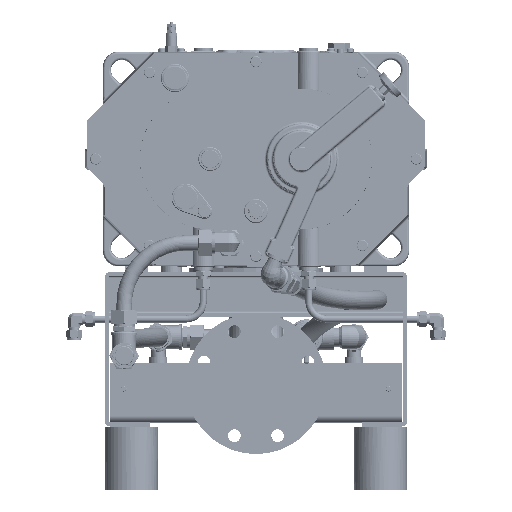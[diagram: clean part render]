
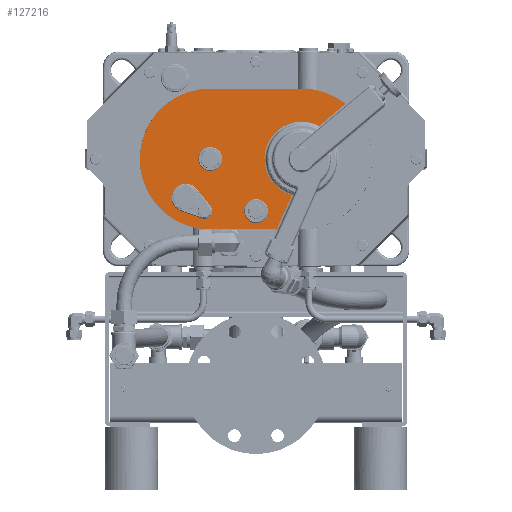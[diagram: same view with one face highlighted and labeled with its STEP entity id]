
A CAD part, front view. The second image highlights one B-rep face of the part: STEP entity #127216.
In plain terms, the highlighted planar face has unit normal (0, -1, 0).
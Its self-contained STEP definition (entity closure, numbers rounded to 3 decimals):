
#9157=LINE('',#210492,#17259);
#9160=LINE('',#210499,#17262);
#9178=LINE('',#210571,#17280);
#9222=LINE('',#210875,#17324);
#9229=LINE('',#210897,#17331);
#9230=LINE('',#210902,#17332);
#17259=VECTOR('',#156832,1.);
#17262=VECTOR('',#156841,1.);
#17280=VECTOR('',#156907,1.);
#17324=VECTOR('',#157091,1.);
#17331=VECTOR('',#157108,1.);
#17332=VECTOR('',#157113,1.);
#25950=FACE_BOUND('',#38777,.T.);
#25951=FACE_BOUND('',#38778,.T.);
#25952=FACE_BOUND('',#38779,.T.);
#27102=PLANE('',#136627);
#30747=FACE_OUTER_BOUND('',#38776,.T.);
#38776=EDGE_LOOP('',(#93573,#93574,#93575,#93576,#93577,#93578,#93579,#93580));
#38777=EDGE_LOOP('',(#93581,#93582));
#38778=EDGE_LOOP('',(#93583,#93584,#93585,#93586));
#38779=EDGE_LOOP('',(#93587,#93588));
#46838=CIRCLE('',#136519,53.);
#46839=CIRCLE('',#136521,17.);
#46840=CIRCLE('',#136522,17.);
#46841=CIRCLE('',#136524,11.);
#46842=CIRCLE('',#136527,20.);
#46843=CIRCLE('',#136530,17.);
#46844=CIRCLE('',#136531,17.);
#46884=CIRCLE('',#136628,3.);
#46885=CIRCLE('',#136629,100.);
#46886=CIRCLE('',#136630,100.);
#55145=VERTEX_POINT('',#209565);
#55234=VERTEX_POINT('',#210467);
#55237=VERTEX_POINT('',#210479);
#55238=VERTEX_POINT('',#210481);
#55239=VERTEX_POINT('',#210485);
#55240=VERTEX_POINT('',#210487);
#55241=VERTEX_POINT('',#210491);
#55242=VERTEX_POINT('',#210495);
#55243=VERTEX_POINT('',#210501);
#55244=VERTEX_POINT('',#210503);
#55271=VERTEX_POINT('',#210567);
#55326=VERTEX_POINT('',#210870);
#55335=VERTEX_POINT('',#210895);
#55336=VERTEX_POINT('',#210896);
#55337=VERTEX_POINT('',#210899);
#55338=VERTEX_POINT('',#210901);
#69270=EDGE_CURVE('',#55145,#55234,#46838,.T.);
#69272=EDGE_CURVE('',#55238,#55237,#46839,.T.);
#69273=EDGE_CURVE('',#55237,#55238,#46840,.T.);
#69275=EDGE_CURVE('',#55240,#55239,#46841,.T.);
#69277=EDGE_CURVE('',#55241,#55240,#9157,.T.);
#69279=EDGE_CURVE('',#55242,#55241,#46842,.T.);
#69281=EDGE_CURVE('',#55239,#55242,#9160,.T.);
#69283=EDGE_CURVE('',#55243,#55244,#46843,.T.);
#69284=EDGE_CURVE('',#55244,#55243,#46844,.T.);
#69313=EDGE_CURVE('',#55271,#55145,#9178,.T.);
#69403=EDGE_CURVE('',#55234,#55326,#9222,.T.);
#69412=EDGE_CURVE('',#55335,#55336,#9229,.T.);
#69413=EDGE_CURVE('',#55336,#55271,#46884,.T.);
#69414=EDGE_CURVE('',#55326,#55337,#46885,.T.);
#69415=EDGE_CURVE('',#55337,#55338,#9230,.T.);
#69416=EDGE_CURVE('',#55338,#55335,#46886,.T.);
#93573=ORIENTED_EDGE('',*,*,#69412,.T.);
#93574=ORIENTED_EDGE('',*,*,#69413,.T.);
#93575=ORIENTED_EDGE('',*,*,#69313,.T.);
#93576=ORIENTED_EDGE('',*,*,#69270,.T.);
#93577=ORIENTED_EDGE('',*,*,#69403,.T.);
#93578=ORIENTED_EDGE('',*,*,#69414,.T.);
#93579=ORIENTED_EDGE('',*,*,#69415,.T.);
#93580=ORIENTED_EDGE('',*,*,#69416,.T.);
#93581=ORIENTED_EDGE('',*,*,#69284,.F.);
#93582=ORIENTED_EDGE('',*,*,#69283,.F.);
#93583=ORIENTED_EDGE('',*,*,#69281,.T.);
#93584=ORIENTED_EDGE('',*,*,#69279,.T.);
#93585=ORIENTED_EDGE('',*,*,#69277,.T.);
#93586=ORIENTED_EDGE('',*,*,#69275,.T.);
#93587=ORIENTED_EDGE('',*,*,#69272,.T.);
#93588=ORIENTED_EDGE('',*,*,#69273,.T.);
#127216=ADVANCED_FACE('',(#30747,#25950,#25951,#25952),#27102,.T.);
#136519=AXIS2_PLACEMENT_3D('',#210477,#156815,#156816);
#136521=AXIS2_PLACEMENT_3D('',#210482,#156820,#156821);
#136522=AXIS2_PLACEMENT_3D('',#210483,#156822,#156823);
#136524=AXIS2_PLACEMENT_3D('',#210488,#156827,#156828);
#136527=AXIS2_PLACEMENT_3D('',#210496,#156836,#156837);
#136530=AXIS2_PLACEMENT_3D('',#210504,#156845,#156846);
#136531=AXIS2_PLACEMENT_3D('',#210505,#156847,#156848);
#136627=AXIS2_PLACEMENT_3D('',#210894,#157106,#157107);
#136628=AXIS2_PLACEMENT_3D('',#210898,#157109,#157110);
#136629=AXIS2_PLACEMENT_3D('',#210900,#157111,#157112);
#136630=AXIS2_PLACEMENT_3D('',#210903,#157114,#157115);
#156815=DIRECTION('center_axis',(0.,1.,0.));
#156816=DIRECTION('ref_axis',(-1.,0.,0.));
#156820=DIRECTION('center_axis',(0.,1.,0.));
#156821=DIRECTION('ref_axis',(-1.,0.,0.));
#156822=DIRECTION('center_axis',(0.,1.,0.));
#156823=DIRECTION('ref_axis',(-1.,0.,0.));
#156827=DIRECTION('center_axis',(0.,1.,0.));
#156828=DIRECTION('ref_axis',(0.777,0.,0.63));
#156832=DIRECTION('',(0.63,0.,-0.777));
#156836=DIRECTION('center_axis',(0.,1.,0.));
#156837=DIRECTION('ref_axis',(-0.331,0.,-0.944));
#156841=DIRECTION('',(-0.944,0.,0.331));
#156845=DIRECTION('center_axis',(0.,-1.,0.));
#156846=DIRECTION('ref_axis',(-1.,0.,0.));
#156847=DIRECTION('center_axis',(0.,-1.,0.));
#156848=DIRECTION('ref_axis',(-1.,0.,0.));
#156907=DIRECTION('',(0.407,0.,0.914));
#157091=DIRECTION('',(0.766,0.,0.643));
#157106=DIRECTION('center_axis',(0.,-1.,0.));
#157107=DIRECTION('ref_axis',(-1.,0.,0.));
#157108=DIRECTION('',(1.,0.,0.));
#157109=DIRECTION('center_axis',(0.,1.,0.));
#157110=DIRECTION('ref_axis',(-1.,0.,0.));
#157111=DIRECTION('center_axis',(0.,-1.,0.));
#157112=DIRECTION('ref_axis',(0.646,0.,0.764));
#157113=DIRECTION('',(-1.,0.,0.));
#157114=DIRECTION('center_axis',(0.,-1.,0.));
#157115=DIRECTION('ref_axis',(0.,0.,
1.));
#209565=CARTESIAN_POINT('',(51.202,-120.5,-51.173));
#210467=CARTESIAN_POINT('',(89.743,-120.5,46.87));
#210477=CARTESIAN_POINT('Origin',(65.,-120.5,0.));
#210479=CARTESIAN_POINT('',(-48.,-120.5,0.));
#210481=CARTESIAN_POINT('',(-82.,-120.5,0.));
#210482=CARTESIAN_POINT('Origin',(-65.,-120.5,0.));
#210483=CARTESIAN_POINT('Origin',(-65.,-120.5,0.));
#210485=CARTESIAN_POINT('',(-76.638,-120.5,-84.381));
#210487=CARTESIAN_POINT('',(-64.457,-120.5,-67.071));
#210488=CARTESIAN_POINT('Origin',(-73.,-120.5,-74.));
#210491=CARTESIAN_POINT('',(-84.467,-120.5,-42.401));
#210492=CARTESIAN_POINT('',(-84.467,-120.5,-42.401));
#210495=CARTESIAN_POINT('',(-106.615,-120.5,-73.874));
#210496=CARTESIAN_POINT('Origin',(-100.,-120.5,-55.));
#210499=CARTESIAN_POINT('',(-76.638,-120.5,-84.381));
#210501=CARTESIAN_POINT('',(17.,-120.5,-74.));
#210503=CARTESIAN_POINT('',(-17.,-120.5,-74.));
#210504=CARTESIAN_POINT('Origin',(0.,-120.5,
-74.));
#210505=CARTESIAN_POINT('Origin',(0.,-120.5,
-74.));
#210567=CARTESIAN_POINT('',(29.347,-120.5,-100.259));
#210571=CARTESIAN_POINT('',(52.68,-120.5,-47.854));
#210870=CARTESIAN_POINT('',(127.201,-120.5,78.301));
#210875=CARTESIAN_POINT('',(127.634,-120.5,78.664));
#210894=CARTESIAN_POINT('Origin',(173.35,-120.5,110.1));
#210895=CARTESIAN_POINT('',(-65.,-120.5,-100.));
#210896=CARTESIAN_POINT('',(28.127,-120.5,-100.));
#210897=CARTESIAN_POINT('',(-65.,-120.5,-100.));
#210898=CARTESIAN_POINT('Origin',(28.127,-120.5,-103.));
#210899=CARTESIAN_POINT('',(65.,-120.5,100.));
#210900=CARTESIAN_POINT('Origin',(65.,-120.5,0.));
#210901=CARTESIAN_POINT('',(-65.,-120.5,100.));
#210902=CARTESIAN_POINT('',(65.,-120.5,100.));
#210903=CARTESIAN_POINT('Origin',(-65.,-120.5,0.));
